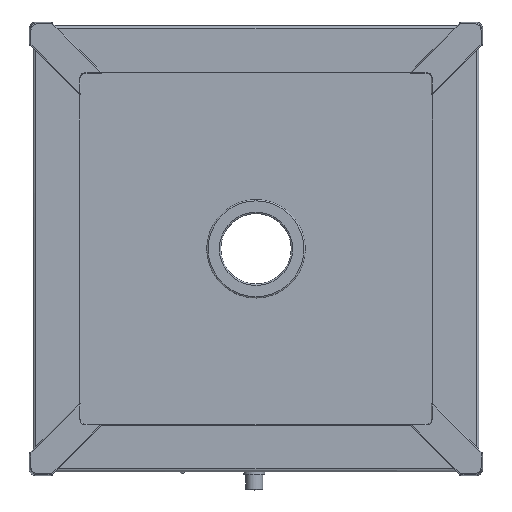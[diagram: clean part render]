
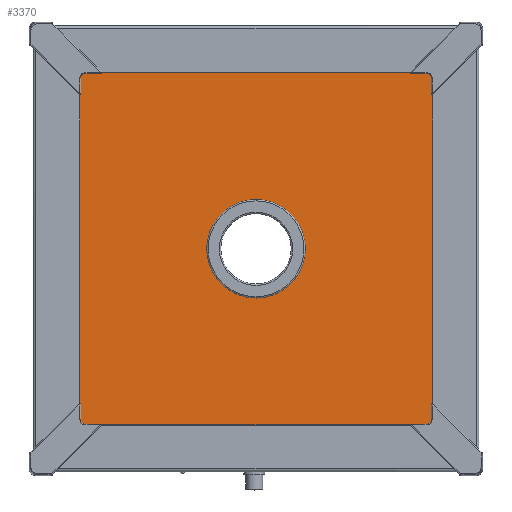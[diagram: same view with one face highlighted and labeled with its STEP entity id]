
A CAD part, top view. The second image highlights one B-rep face of the part: STEP entity #3370.
In plain terms, the highlighted planar face has unit normal (0, 0, 1).
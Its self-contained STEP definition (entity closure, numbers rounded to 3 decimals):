
#213=LINE('',#5161,#455);
#218=LINE('',#5202,#460);
#223=LINE('',#5243,#465);
#228=LINE('',#5284,#470);
#280=LINE('',#5662,#522);
#282=LINE('',#5666,#524);
#302=LINE('',#5773,#544);
#304=LINE('',#5779,#546);
#321=LINE('',#6017,#563);
#322=LINE('',#6021,#564);
#323=LINE('',#6026,#565);
#324=LINE('',#6030,#566);
#455=VECTOR('',#4125,10.);
#460=VECTOR('',#4138,10.);
#465=VECTOR('',#4151,10.);
#470=VECTOR('',#4164,10.);
#522=VECTOR('',#4340,10.);
#524=VECTOR('',#4346,10.);
#544=VECTOR('',#4434,10.);
#546=VECTOR('',#4442,10.);
#563=VECTOR('',#4509,10.);
#564=VECTOR('',#4512,10.);
#565=VECTOR('',#4517,10.);
#566=VECTOR('',#4520,10.);
#745=FACE_BOUND('',#1119,.T.);
#779=PLANE('',#3717);
#915=FACE_OUTER_BOUND('',#1118,.T.);
#1118=EDGE_LOOP('',(#2662,#2663,#2664,#2665,#2666,#2667,#2668,#2669,#2670,
#2671,#2672,#2673,#2674,#2675,#2676,#2677,#2678,#2679,#2680,#2681,#2682,
#2683,#2684,#2685));
#1119=EDGE_LOOP('',(#2686));
#1216=CIRCLE('',#3490,35.);
#1262=CIRCLE('',#3598,0.5);
#1266=CIRCLE('',#3604,0.5);
#1275=CIRCLE('',#3653,3.);
#1279=CIRCLE('',#3664,0.5);
#1283=CIRCLE('',#3670,0.5);
#1290=CIRCLE('',#3692,3.);
#1293=CIRCLE('',#3718,0.5);
#1294=CIRCLE('',#3719,3.);
#1295=CIRCLE('',#3720,0.5);
#1296=CIRCLE('',#3721,0.5);
#1297=CIRCLE('',#3722,3.);
#1298=CIRCLE('',#3723,0.5);
#1343=VERTEX_POINT('',#4919);
#1424=VERTEX_POINT('',#5158);
#1425=VERTEX_POINT('',#5160);
#1432=VERTEX_POINT('',#5199);
#1433=VERTEX_POINT('',#5201);
#1440=VERTEX_POINT('',#5240);
#1441=VERTEX_POINT('',#5242);
#1448=VERTEX_POINT('',#5281);
#1449=VERTEX_POINT('',#5283);
#1453=VERTEX_POINT('',#5295);
#1457=VERTEX_POINT('',#5307);
#1504=VERTEX_POINT('',#5656);
#1505=VERTEX_POINT('',#5658);
#1509=VERTEX_POINT('',#5680);
#1513=VERTEX_POINT('',#5692);
#1528=VERTEX_POINT('',#5771);
#1529=VERTEX_POINT('',#5775);
#1546=VERTEX_POINT('',#6014);
#1547=VERTEX_POINT('',#6016);
#1548=VERTEX_POINT('',#6018);
#1549=VERTEX_POINT('',#6020);
#1550=VERTEX_POINT('',#6023);
#1551=VERTEX_POINT('',#6025);
#1552=VERTEX_POINT('',#6027);
#1553=VERTEX_POINT('',#6029);
#1654=EDGE_CURVE('',#1343,#1343,#1216,.T.);
#1760=EDGE_CURVE('',#1424,#1425,#213,.T.);
#1769=EDGE_CURVE('',#1432,#1433,#218,.T.);
#1778=EDGE_CURVE('',#1440,#1441,#223,.T.);
#1787=EDGE_CURVE('',#1448,#1449,#228,.T.);
#1793=EDGE_CURVE('',#1453,#1425,#1262,.T.);
#1800=EDGE_CURVE('',#1457,#1432,#1266,.F.);
#1877=EDGE_CURVE('',#1505,#1504,#1275,.T.);
#1879=EDGE_CURVE('',#1504,#1453,#280,.T.);
#1881=EDGE_CURVE('',#1457,#1505,#282,.T.);
#1889=EDGE_CURVE('',#1509,#1424,#1279,.F.);
#1894=EDGE_CURVE('',#1513,#1441,#1283,.T.);
#1921=EDGE_CURVE('',#1509,#1528,#302,.T.);
#1923=EDGE_CURVE('',#1528,#1529,#1290,.T.);
#1924=EDGE_CURVE('',#1529,#1513,#304,.T.);
#1956=EDGE_CURVE('',#1546,#1440,#1293,.F.);
#1957=EDGE_CURVE('',#1546,#1547,#321,.T.);
#1958=EDGE_CURVE('',#1547,#1548,#1294,.T.);
#1959=EDGE_CURVE('',#1548,#1549,#322,.T.);
#1960=EDGE_CURVE('',#1549,#1449,#1295,.T.);
#1961=EDGE_CURVE('',#1550,#1448,#1296,.F.);
#1962=EDGE_CURVE('',#1550,#1551,#323,.T.);
#1963=EDGE_CURVE('',#1551,#1552,#1297,.T.);
#1964=EDGE_CURVE('',#1552,#1553,#324,.T.);
#1965=EDGE_CURVE('',#1553,#1433,#1298,.T.);
#2662=ORIENTED_EDGE('',*,*,#1877,.T.);
#2663=ORIENTED_EDGE('',*,*,#1879,.T.);
#2664=ORIENTED_EDGE('',*,*,#1793,.T.);
#2665=ORIENTED_EDGE('',*,*,#1760,.F.);
#2666=ORIENTED_EDGE('',*,*,#1889,.F.);
#2667=ORIENTED_EDGE('',*,*,#1921,.T.);
#2668=ORIENTED_EDGE('',*,*,#1923,.T.);
#2669=ORIENTED_EDGE('',*,*,#1924,.T.);
#2670=ORIENTED_EDGE('',*,*,#1894,.T.);
#2671=ORIENTED_EDGE('',*,*,#1778,.F.);
#2672=ORIENTED_EDGE('',*,*,#1956,.F.);
#2673=ORIENTED_EDGE('',*,*,#1957,.T.);
#2674=ORIENTED_EDGE('',*,*,#1958,.T.);
#2675=ORIENTED_EDGE('',*,*,#1959,.T.);
#2676=ORIENTED_EDGE('',*,*,#1960,.T.);
#2677=ORIENTED_EDGE('',*,*,#1787,.F.);
#2678=ORIENTED_EDGE('',*,*,#1961,.F.);
#2679=ORIENTED_EDGE('',*,*,#1962,.T.);
#2680=ORIENTED_EDGE('',*,*,#1963,.T.);
#2681=ORIENTED_EDGE('',*,*,#1964,.T.);
#2682=ORIENTED_EDGE('',*,*,#1965,.T.);
#2683=ORIENTED_EDGE('',*,*,#1769,.F.);
#2684=ORIENTED_EDGE('',*,*,#1800,.F.);
#2685=ORIENTED_EDGE('',*,*,#1881,.T.);
#2686=ORIENTED_EDGE('',*,*,#1654,.T.);
#3370=ADVANCED_FACE('',(#915,#745),#779,.T.);
#3490=AXIS2_PLACEMENT_3D('',#4921,#3900,#3901);
#3598=AXIS2_PLACEMENT_3D('',#5296,#4177,#4178);
#3604=AXIS2_PLACEMENT_3D('',#5309,#4192,#4193);
#3653=AXIS2_PLACEMENT_3D('',#5659,#4335,#4336);
#3664=AXIS2_PLACEMENT_3D('',#5682,#4365,#4366);
#3670=AXIS2_PLACEMENT_3D('',#5693,#4378,#4379);
#3692=AXIS2_PLACEMENT_3D('',#5777,#4438,#4439);
#3717=AXIS2_PLACEMENT_3D('',#6013,#4505,#4506);
#3718=AXIS2_PLACEMENT_3D('',#6015,#4507,#4508);
#3719=AXIS2_PLACEMENT_3D('',#6019,#4510,#4511);
#3720=AXIS2_PLACEMENT_3D('',#6022,#4513,#4514);
#3721=AXIS2_PLACEMENT_3D('',#6024,#4515,#4516);
#3722=AXIS2_PLACEMENT_3D('',#6028,#4518,#4519);
#3723=AXIS2_PLACEMENT_3D('',#6031,#4521,#4522);
#3900=DIRECTION('center_axis',(0.,0.,-1.));
#3901=DIRECTION('ref_axis',(-1.,0.,0.));
#4125=DIRECTION('',(1.,0.,0.));
#4138=DIRECTION('',(0.,-1.,0.));
#4151=DIRECTION('',(0.,1.,0.));
#4164=DIRECTION('',(-1.,0.,0.));
#4177=DIRECTION('center_axis',(0.,0.,-1.));
#4178=DIRECTION('ref_axis',(-0.924,-0.383,0.));
#4192=DIRECTION('center_axis',(0.,0.,-1.));
#4193=DIRECTION('ref_axis',(-0.383,-0.924,0.));
#4335=DIRECTION('center_axis',(0.,0.,1.));
#4336=DIRECTION('ref_axis',(0.707,0.707,0.));
#4340=DIRECTION('',(-1.,0.,0.));
#4346=DIRECTION('',(0.,1.,0.));
#4365=DIRECTION('center_axis',(0.,0.,-1.));
#4366=DIRECTION('ref_axis',(0.924,-0.383,0.));
#4378=DIRECTION('center_axis',(0.,0.,-1.));
#4379=DIRECTION('ref_axis',(0.383,-0.924,0.));
#4434=DIRECTION('',(-1.,0.,0.));
#4438=DIRECTION('center_axis',(0.,0.,1.));
#4439=DIRECTION('ref_axis',(-0.707,0.707,0.));
#4442=DIRECTION('',(0.,-1.,0.));
#4505=DIRECTION('center_axis',(0.,0.,1.));
#4506=DIRECTION('ref_axis',(1.,0.,0.));
#4507=DIRECTION('center_axis',(0.,0.,-1.));
#4508=DIRECTION('ref_axis',(0.383,0.924,0.));
#4509=DIRECTION('',(0.,-1.,0.));
#4510=DIRECTION('center_axis',(0.,0.,1.));
#4511=DIRECTION('ref_axis',(-0.707,-0.707,0.));
#4512=DIRECTION('',(1.,0.,0.));
#4513=DIRECTION('center_axis',(0.,0.,-1.));
#4514=DIRECTION('ref_axis',(0.924,0.383,0.));
#4515=DIRECTION('center_axis',(0.,0.,-1.));
#4516=DIRECTION('ref_axis',(-0.924,0.383,0.));
#4517=DIRECTION('',(1.,0.,0.));
#4518=DIRECTION('center_axis',(0.,0.,1.));
#4519=DIRECTION('ref_axis',(0.707,-0.707,0.));
#4520=DIRECTION('',(0.,1.,0.));
#4521=DIRECTION('center_axis',(0.,0.,-1.));
#4522=DIRECTION('ref_axis',(-0.383,0.924,0.));
#4919=CARTESIAN_POINT('',(193.25,158.25,16.5));
#4921=CARTESIAN_POINT('Origin',(158.25,158.25,16.5));
#5158=CARTESIAN_POINT('',(48.599,283.25,16.5));
#5160=CARTESIAN_POINT('',(267.901,283.25,16.5));
#5161=CARTESIAN_POINT('',(220.75,283.25,16.5));
#5199=CARTESIAN_POINT('',(283.25,267.901,16.5));
#5201=CARTESIAN_POINT('',(283.25,48.599,16.5));
#5202=CARTESIAN_POINT('',(283.25,95.75,16.5));
#5240=CARTESIAN_POINT('',(33.25,48.599,16.5));
#5242=CARTESIAN_POINT('',(33.25,267.901,16.5));
#5243=CARTESIAN_POINT('',(33.25,220.75,16.5));
#5281=CARTESIAN_POINT('',(267.901,33.25,16.5));
#5283=CARTESIAN_POINT('',(48.599,33.25,16.5));
#5284=CARTESIAN_POINT('',(95.75,33.25,16.5));
#5295=CARTESIAN_POINT('',(268.401,282.75,16.5));
#5296=CARTESIAN_POINT('Origin',(268.401,283.25,16.5));
#5307=CARTESIAN_POINT('',(282.75,268.401,16.5));
#5309=CARTESIAN_POINT('Origin',(283.25,268.401,16.5));
#5656=CARTESIAN_POINT('',(279.75,282.75,16.5));
#5658=CARTESIAN_POINT('',(282.75,279.75,16.5));
#5659=CARTESIAN_POINT('Origin',(279.75,279.75,16.5));
#5662=CARTESIAN_POINT('',(212.722,282.75,16.5));
#5666=CARTESIAN_POINT('',(282.75,220.5,16.5));
#5680=CARTESIAN_POINT('',(48.099,282.75,16.5));
#5682=CARTESIAN_POINT('Origin',(48.099,283.25,16.5));
#5692=CARTESIAN_POINT('',(33.75,268.401,16.5));
#5693=CARTESIAN_POINT('Origin',(33.25,268.401,16.5));
#5771=CARTESIAN_POINT('',(36.75,282.75,16.5));
#5773=CARTESIAN_POINT('',(103.778,282.75,16.5));
#5775=CARTESIAN_POINT('',(33.75,279.75,16.5));
#5777=CARTESIAN_POINT('Origin',(36.75,279.75,16.5));
#5779=CARTESIAN_POINT('',(33.75,220.5,16.5));
#6013=CARTESIAN_POINT('Origin',(158.25,158.25,16.5));
#6014=CARTESIAN_POINT('',(33.75,48.099,16.5));
#6015=CARTESIAN_POINT('Origin',(33.25,48.099,16.5));
#6016=CARTESIAN_POINT('',(33.75,36.75,16.5));
#6017=CARTESIAN_POINT('',(33.75,103.778,16.5));
#6018=CARTESIAN_POINT('',(36.75,33.75,16.5));
#6019=CARTESIAN_POINT('Origin',(36.75,36.75,16.5));
#6020=CARTESIAN_POINT('',(48.099,33.75,16.5));
#6021=CARTESIAN_POINT('',(96.,33.75,16.5));
#6022=CARTESIAN_POINT('Origin',(48.099,33.25,16.5));
#6023=CARTESIAN_POINT('',(268.401,33.75,16.5));
#6024=CARTESIAN_POINT('Origin',(268.401,33.25,16.5));
#6025=CARTESIAN_POINT('',(279.75,33.75,16.5));
#6026=CARTESIAN_POINT('',(212.722,33.75,16.5));
#6027=CARTESIAN_POINT('',(282.75,36.75,16.5));
#6028=CARTESIAN_POINT('Origin',(279.75,36.75,16.5));
#6029=CARTESIAN_POINT('',(282.75,48.099,16.5));
#6030=CARTESIAN_POINT('',(282.75,96.,16.5));
#6031=CARTESIAN_POINT('Origin',(283.25,48.099,16.5));
